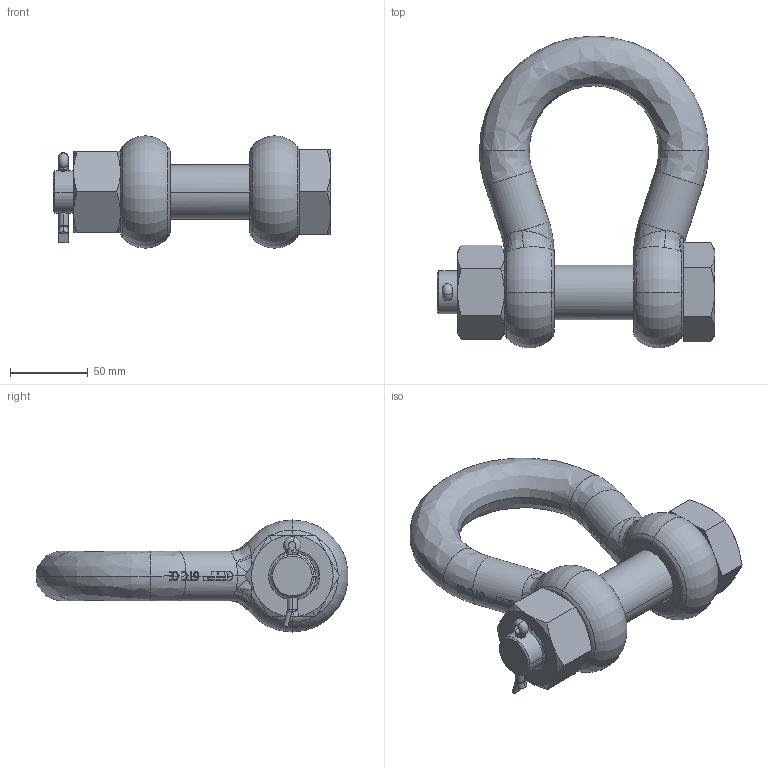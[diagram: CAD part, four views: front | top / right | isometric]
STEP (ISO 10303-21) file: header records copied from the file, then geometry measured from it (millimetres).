
FILE_DESCRIPTION(('STEP AP214'),'1');
FILE_NAME('gpghmb32.stp','2017-03-31T06:04:04',('TraceParts'),('TraceParts S.A.'),'Spatial InterOp 3D',' ',' ');
FILE_SCHEMA(('automotive_design'));
Length unit declared in the file: millimetre
Products named in the file (4): gpghmb32_1; gpghmb32_2; gpghmb32_3; gpghmb32_4
Bounding box: 178 x 200.24 x 72 mm (x, y, z)
Volume: 641614.5 mm3; surface area: 101097.4 mm2
Topology: 4 solids, 4 shells, 739 faces, 2030 edges, 1315 vertices
Faces by surface type: plane 316, bspline 249, cylinder 136, cone 28, torus 10
Entity records: 38331 total; most frequent: CARTESIAN_POINT 22166, ORIENTED_EDGE 4044, DIRECTION 2333, EDGE_CURVE 2022, VERTEX_POINT 1315, LINE 943, VECTOR 943, EDGE_LOOP 771
